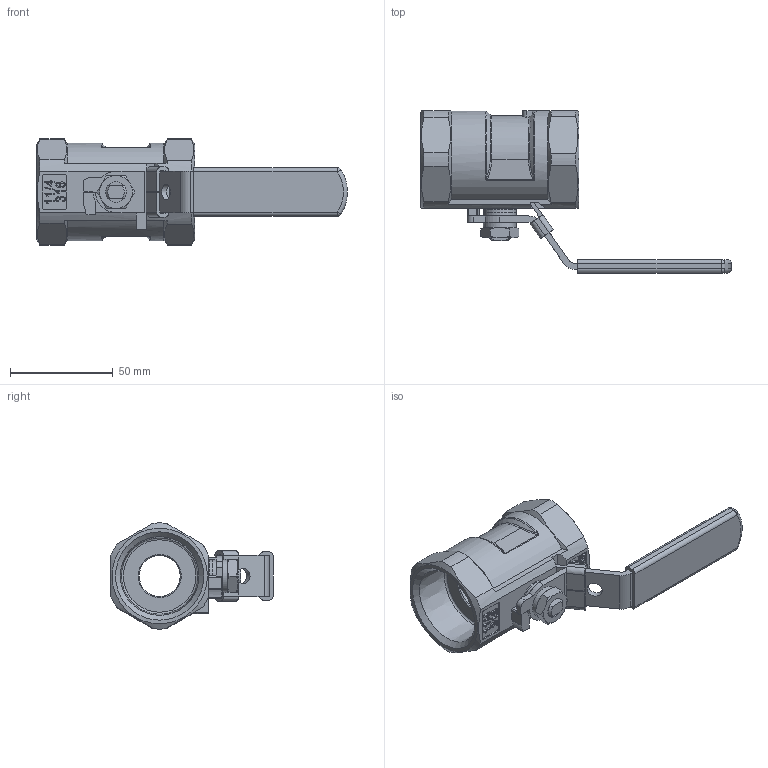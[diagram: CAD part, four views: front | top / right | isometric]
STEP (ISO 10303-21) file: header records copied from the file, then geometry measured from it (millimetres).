
FILE_DESCRIPTION(('STEP AP214'),'1');
FILE_NAME('1PC1-1-4.stp','2023-12-06T03:02:35',(' '),(' '),'Spatial InterOp 3D',' ',' ');
FILE_SCHEMA(('AUTOMOTIVE_DESIGN { 1 0 10303 214 1 1 1 1 }'));
Length unit declared in the file: millimetre
Products named in the file (13): 1PC-11/4; 阀体; 侧塞; 阀杆; 止推垫圈; 中薄片; 钢垫; 手柄; 锁扣; 手柄套; 螺母 ： 标准 - M10.0 x 5.0; 垫圈 ： 单圈弹簧 - M10.0 x 2.6
Assembly tree (12 placements, depth 2):
  1PC-11/4
    阀体
    侧塞
    阀杆
    止推垫圈
    中薄片
    钢垫
    钢垫
    手柄
    锁扣
    手柄套
    螺母 ： 标准 - M10.0 x 5.0
    垫圈 ： 单圈弹簧 - M10.0 x 2.6
Bounding box: 151.33 x 79 x 51.67 mm (x, y, z)
Volume: 83693.4 mm3; surface area: 46045.1 mm2
Topology: 12 solids, 12 shells, 843 faces, 2323 edges, 1529 vertices
Faces by surface type: plane 694, cylinder 89, cone 34, bspline 13, torus 8, sphere 5
Full cylindrical faces by diameter (mm): 7.5 x1, 10 x4, 10.1 x1, 10.4 x2, 13 x1, 13.2 x1, 13.3 x1, 16 x3, 16.1 x1, 20 x2, 28 x1, 34 x1, 37.9 x1, 40.2 x1
Entity records: 35759 total; most frequent: CARTESIAN_POINT 7508, ORIENTED_EDGE 4544, DIRECTION 4080, EDGE_CURVE 2272, LINE 1928, VECTOR 1928, VERTEX_POINT 1522, AXIS2_PLACEMENT_3D 1076
